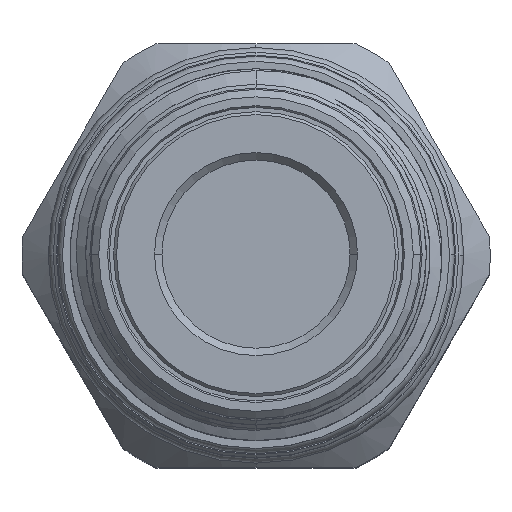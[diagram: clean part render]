
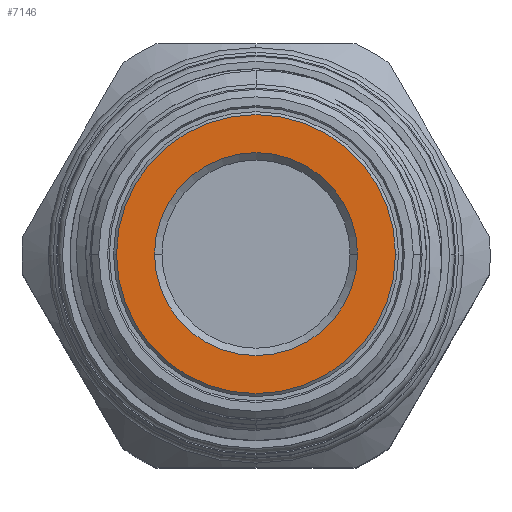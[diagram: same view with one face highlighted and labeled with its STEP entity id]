
A CAD part, top view. The second image highlights one B-rep face of the part: STEP entity #7146.
In plain terms, the highlighted planar face has unit normal (0, 0, 1).
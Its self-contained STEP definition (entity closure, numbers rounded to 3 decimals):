
#215 = ORIENTED_EDGE ( 'NONE', *, *, #7075, .T. ) ;
#426 = AXIS2_PLACEMENT_3D ( 'NONE', #1905, #3151, #12007 ) ;
#1008 = CARTESIAN_POINT ( 'NONE',  ( -6.85, 0., 102.32 ) ) ;
#1491 = FACE_BOUND ( 'NONE', #7942, .T. ) ;
#1905 = CARTESIAN_POINT ( 'NONE',  ( 0., 0., 102.32 ) ) ;
#2291 = VERTEX_POINT ( 'NONE', #8650 ) ;
#3151 = DIRECTION ( 'NONE',  ( 0., 0., -1. ) ) ;
#3364 = AXIS2_PLACEMENT_3D ( 'NONE', #6598, #15488, #10437 ) ;
#3572 = ORIENTED_EDGE ( 'NONE', *, *, #7409, .T. ) ;
#5819 = CARTESIAN_POINT ( 'NONE',  ( 9.415, 0., 102.32 ) ) ;
#6129 = AXIS2_PLACEMENT_3D ( 'NONE', #6764, #12010, #8117 ) ;
#6163 = CARTESIAN_POINT ( 'NONE',  ( 0., 0., 102.32 ) ) ;
#6598 = CARTESIAN_POINT ( 'NONE',  ( 0., 0., 102.32 ) ) ;
#6683 = DIRECTION ( 'NONE',  ( 1., 0., 0. ) ) ;
#6684 = ORIENTED_EDGE ( 'NONE', *, *, #14799, .T. ) ;
#6764 = CARTESIAN_POINT ( 'NONE',  ( 9.615, 0., 102.32 ) ) ;
#6884 = PLANE ( 'NONE',  #6129 ) ;
#7075 = EDGE_CURVE ( 'NONE', #15205, #2291, #11210, .T. ) ;
#7093 = AXIS2_PLACEMENT_3D ( 'NONE', #7926, #14206, #6683 ) ;
#7146 = ADVANCED_FACE ( 'NONE', ( #7649, #1491 ), #6884, .T. ) ;
#7409 = EDGE_CURVE ( 'NONE', #13389, #15757, #11014, .T. ) ;
#7649 = FACE_OUTER_BOUND ( 'NONE', #16380, .T. ) ;
#7926 = CARTESIAN_POINT ( 'NONE',  ( 0., 0., 102.32 ) ) ;
#7942 = EDGE_LOOP ( 'NONE', ( #8027, #3572 ) ) ;
#8027 = ORIENTED_EDGE ( 'NONE', *, *, #9063, .T. ) ;
#8117 = DIRECTION ( 'NONE',  ( -1., 0., 0. ) ) ;
#8650 = CARTESIAN_POINT ( 'NONE',  ( -9.415, 0., 102.32 ) ) ;
#9063 = EDGE_CURVE ( 'NONE', #15757, #13389, #12968, .T. ) ;
#9258 = AXIS2_PLACEMENT_3D ( 'NONE', #6163, #16343, #11298 ) ;
#10437 = DIRECTION ( 'NONE',  ( -1., 0., 0. ) ) ;
#11014 = CIRCLE ( 'NONE', #7093, 6.85 ) ;
#11210 = CIRCLE ( 'NONE', #3364, 9.415 ) ;
#11298 = DIRECTION ( 'NONE',  ( -1., 0., 0. ) ) ;
#12007 = DIRECTION ( 'NONE',  ( 1., 0., 0. ) ) ;
#12010 = DIRECTION ( 'NONE',  ( 0., 0., 1. ) ) ;
#12968 = CIRCLE ( 'NONE', #426, 6.85 ) ;
#13389 = VERTEX_POINT ( 'NONE', #14620 ) ;
#14206 = DIRECTION ( 'NONE',  ( 0., 0., -1. ) ) ;
#14620 = CARTESIAN_POINT ( 'NONE',  ( 6.85, 0., 102.32 ) ) ;
#14799 = EDGE_CURVE ( 'NONE', #2291, #15205, #15297, .T. ) ;
#15205 = VERTEX_POINT ( 'NONE', #5819 ) ;
#15297 = CIRCLE ( 'NONE', #9258, 9.415 ) ;
#15488 = DIRECTION ( 'NONE',  ( 0., 0., 1. ) ) ;
#15757 = VERTEX_POINT ( 'NONE', #1008 ) ;
#16343 = DIRECTION ( 'NONE',  ( 0., 0., 1. ) ) ;
#16380 = EDGE_LOOP ( 'NONE', ( #215, #6684 ) ) ;
